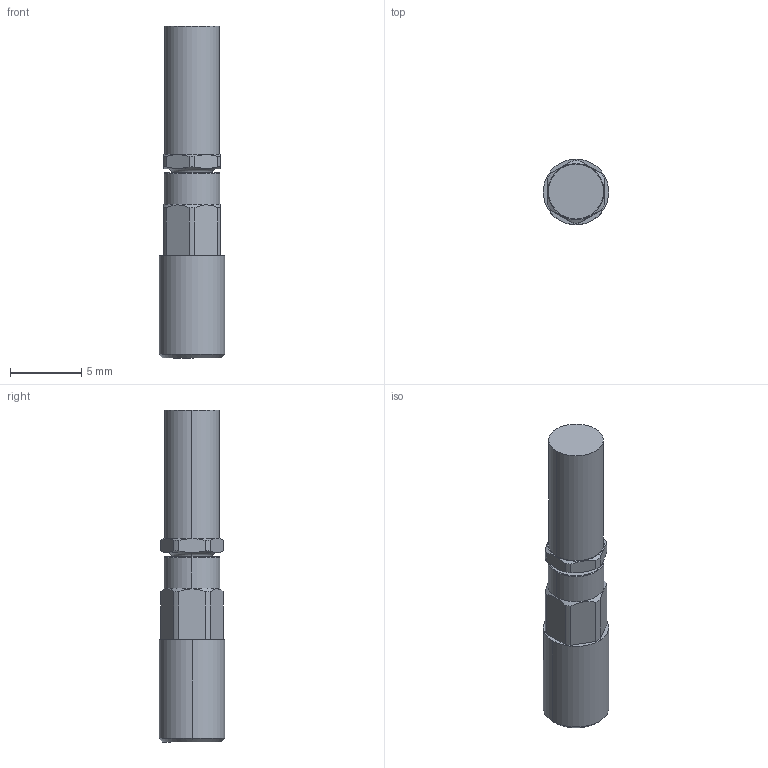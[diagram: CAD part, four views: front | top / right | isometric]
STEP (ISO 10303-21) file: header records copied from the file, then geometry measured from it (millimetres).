
FILE_DESCRIPTION (( 'STEP AP203' ), '1' );
FILE_NAME ('R203.075.000B.STEP', '2015-05-07T13:09:38', ( '' ), ( '' ), 'SwSTEP 2.0', 'SolidWorks 2014', '' );
FILE_SCHEMA (( 'CONFIG_CONTROL_DESIGN' ));
Length unit declared in the file: metre
Products named in the file (1): R203.075.000B
Bounding box: 4.6 x 4.6 x 23.3 mm (x, y, z)
Volume: 270.3 mm3; surface area: 514 mm2
Topology: 1 solids, 1 shells, 175 faces, 463 edges, 301 vertices
Faces by surface type: plane 61, cylinder 50, cone 44, torus 18, bspline 2
Entity records: 5746 total; most frequent: CARTESIAN_POINT 1364, ORIENTED_EDGE 926, DIRECTION 894, EDGE_CURVE 463, AXIS2_PLACEMENT_3D 359, VERTEX_POINT 301, EDGE_LOOP 188, CIRCLE 185
